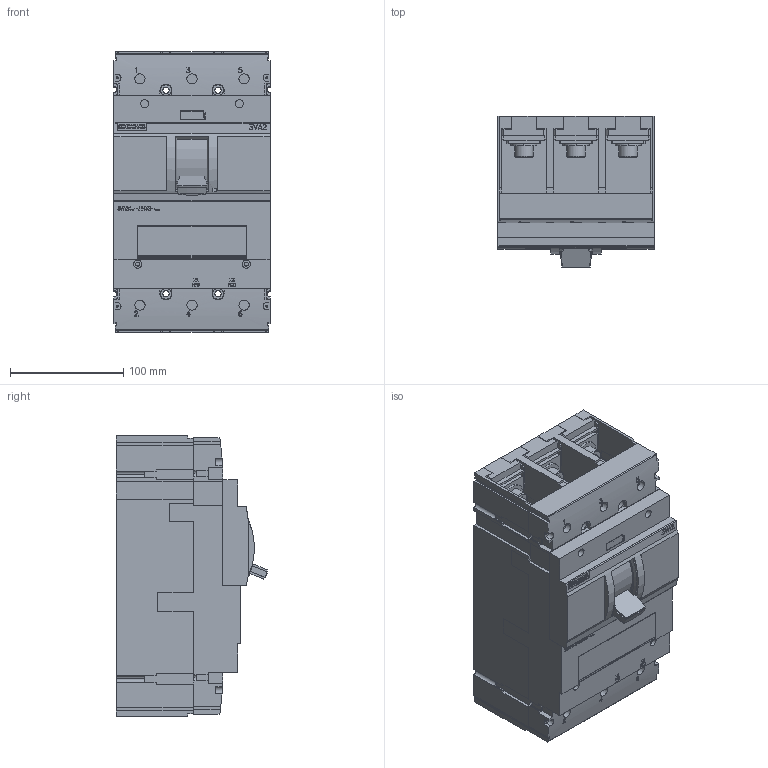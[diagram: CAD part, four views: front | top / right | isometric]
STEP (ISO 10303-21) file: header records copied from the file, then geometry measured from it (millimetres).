
FILE_DESCRIPTION(('no description'),'unknown implementation level');
FILE_NAME('3VA24xxxHN32_0105139_100__3D_v.stp',' ',('SIEMENS A&D'),('CADClick - KiM GmbH - www.kimweb.de'),'unknown preprocess','ACIS','unknown authorization');
FILE_SCHEMA(('automotive_design'));
Length unit declared in the file: millimetre
Products named in the file (2): 1; 2
Bounding box: 138 x 133.56 x 248 mm (x, y, z)
Volume: 3141737.1 mm3; surface area: 345982.3 mm2
Topology: 2 solids, 2 shells, 1926 faces, 5401 edges, 3586 vertices
Faces by surface type: plane 1631, cylinder 257, torus 36, cone 2
Entity records: 122424 total; most frequent: CARTESIAN_POINT 11611, STYLED_ITEM 10907, PRESENTATION_STYLE_ASSIGNMENT 10907, COLOUR_RGB 10907, ORIENTED_EDGE 10786, DIRECTION 9960, EDGE_CURVE 5393, CURVE_STYLE 5393
